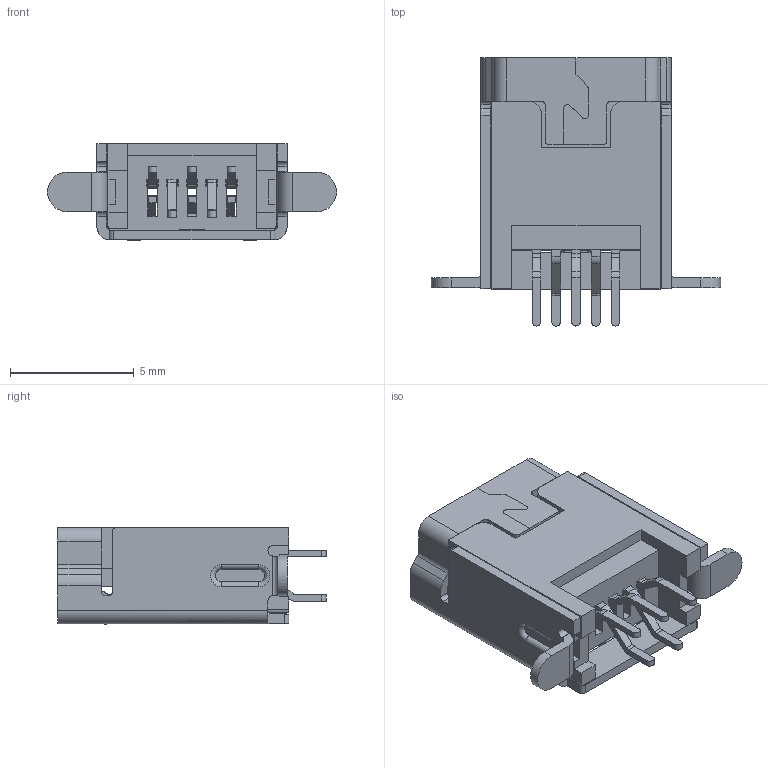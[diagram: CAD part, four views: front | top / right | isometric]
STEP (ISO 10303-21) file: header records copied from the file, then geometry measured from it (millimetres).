
FILE_DESCRIPTION (( 'STEP AP214' ), '1' );
FILE_NAME ('10119313-302TLF.STEP', '2023-04-18T10:12:55', ( '' ), ( '' ), 'SwSTEP 2.0', 'SolidWorks 2021', '' );
FILE_SCHEMA (( 'AUTOMOTIVE_DESIGN' ));
Length unit declared in the file: millimetre
Products named in the file (2): 10119313-302TLF; 10119313-302TLF--3DModel-STEP-533217
Assembly tree (1 placements, depth 2):
  10119313-302TLF
    10119313-302TLF--3DModel-STEP-533217
Bounding box: 11.7 x 10.85 x 3.92 mm (x, y, z)
Volume: 148.9 mm3; surface area: 702.5 mm2
Topology: 1 solids, 1 shells, 563 faces, 1698 edges, 1118 vertices
Faces by surface type: plane 384, cylinder 167, cone 8, torus 4
Entity records: 19289 total; most frequent: CARTESIAN_POINT 3998, ORIENTED_EDGE 3396, DIRECTION 2944, EDGE_CURVE 1698, VECTOR 1250, LINE 1250, VERTEX_POINT 1118, AXIS2_PLACEMENT_3D 847
